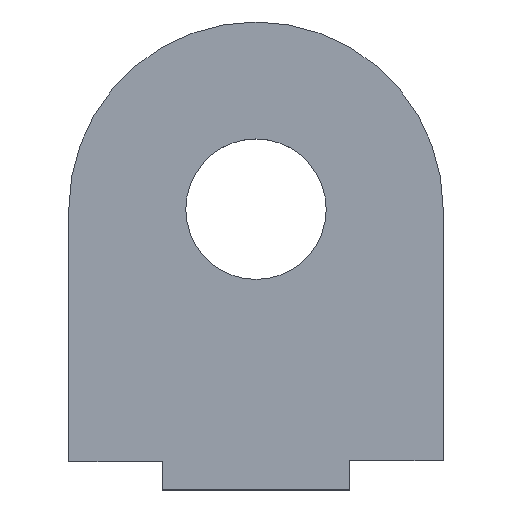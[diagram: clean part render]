
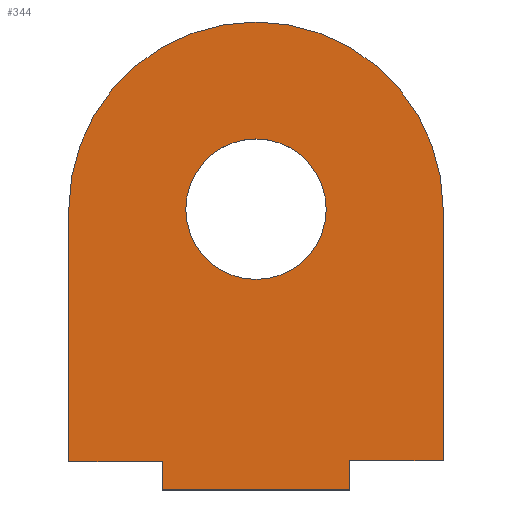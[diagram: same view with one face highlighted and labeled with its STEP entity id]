
A CAD part, top view. The second image highlights one B-rep face of the part: STEP entity #344.
In plain terms, the highlighted planar face has unit normal (0, 0, 1).
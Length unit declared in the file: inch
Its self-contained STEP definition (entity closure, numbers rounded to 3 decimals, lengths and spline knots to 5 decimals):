
#1 = ORIENTED_EDGE ( 'NONE', *, *, #98, .T. ) ;
#2 = CARTESIAN_POINT ( 'NONE',  ( 0.25, 0.75, 0.0625 ) ) ;
#5 = CARTESIAN_POINT ( 'NONE',  ( 0.0625, 0.75, 0.0625 ) ) ;
#9 = VERTEX_POINT ( 'NONE', #435 ) ;
#12 = CARTESIAN_POINT ( 'NONE',  ( 0., 0.075, 0.0625 ) ) ;
#13 = CARTESIAN_POINT ( 'NONE',  ( -0.25, 0.075, 0.0625 ) ) ;
#15 = DIRECTION ( 'NONE',  ( 1., 0., 0. ) ) ;
#16 = ORIENTED_EDGE ( 'NONE', *, *, #57, .T. ) ;
#17 = CARTESIAN_POINT ( 'NONE',  ( 0., 0., 0.0625 ) ) ;
#28 = EDGE_CURVE ( 'NONE', #359, #381, #46, .T. ) ;
#37 = EDGE_CURVE ( 'NONE', #329, #180, #83, .T. ) ;
#38 = EDGE_CURVE ( 'NONE', #381, #354, #233, .T. ) ;
#40 = ORIENTED_EDGE ( 'NONE', *, *, #271, .F. ) ;
#44 = AXIS2_PLACEMENT_3D ( 'NONE', #2, #215, #362 ) ;
#46 = LINE ( 'NONE', #12, #228 ) ;
#57 = EDGE_CURVE ( 'NONE', #70, #9, #76, .T. ) ;
#59 = CARTESIAN_POINT ( 'NONE',  ( 0., 0., 0.0625 ) ) ;
#68 = ORIENTED_EDGE ( 'NONE', *, *, #38, .F. ) ;
#70 = VERTEX_POINT ( 'NONE', #160 ) ;
#76 = LINE ( 'NONE', #261, #433 ) ;
#77 = VECTOR ( 'NONE', #121, 39.37008 ) ;
#78 = AXIS2_PLACEMENT_3D ( 'NONE', #227, #334, #15 ) ;
#83 = LINE ( 'NONE', #426, #424 ) ;
#84 = LINE ( 'NONE', #17, #350 ) ;
#90 = FACE_BOUND ( 'NONE', #356, .T. ) ;
#98 = EDGE_CURVE ( 'NONE', #9, #329, #429, .T. ) ;
#107 = AXIS2_PLACEMENT_3D ( 'NONE', #298, #397, #294 ) ;
#114 = DIRECTION ( 'NONE',  ( 0., 1., 0. ) ) ;
#118 = EDGE_CURVE ( 'NONE', #216, #254, #272, .T. ) ;
#121 = DIRECTION ( 'NONE',  ( 1., 0., 0. ) ) ;
#126 = DIRECTION ( 'NONE',  ( -1., 0., 0. ) ) ;
#131 = AXIS2_PLACEMENT_3D ( 'NONE', #306, #341, #170 ) ;
#154 = ORIENTED_EDGE ( 'NONE', *, *, #445, .T. ) ;
#160 = CARTESIAN_POINT ( 'NONE',  ( 0.5, 0., 0.0625 ) ) ;
#161 = FACE_OUTER_BOUND ( 'NONE', #361, .T. ) ;
#170 = DIRECTION ( 'NONE',  ( 1., 0., 0. ) ) ;
#178 = ORIENTED_EDGE ( 'NONE', *, *, #311, .T. ) ;
#180 = VERTEX_POINT ( 'NONE', #440 ) ;
#183 = CARTESIAN_POINT ( 'NONE',  ( 0., 0., 0.0625 ) ) ;
#184 = VECTOR ( 'NONE', #375, 39.37008 ) ;
#193 = DIRECTION ( 'NONE',  ( 0., 1., 0. ) ) ;
#198 = LINE ( 'NONE', #59, #309 ) ;
#215 = DIRECTION ( 'NONE',  ( 0., 0., 1. ) ) ;
#216 = VERTEX_POINT ( 'NONE', #217 ) ;
#217 = CARTESIAN_POINT ( 'NONE',  ( 0.4375, 0.75, 0.0625 ) ) ;
#227 = CARTESIAN_POINT ( 'NONE',  ( 0.25, 0.75, 0.0625 ) ) ;
#228 = VECTOR ( 'NONE', #126, 39.37008 ) ;
#233 = LINE ( 'NONE', #431, #184 ) ;
#234 = CARTESIAN_POINT ( 'NONE',  ( 0., 0.075, 0.0625 ) ) ;
#254 = VERTEX_POINT ( 'NONE', #5 ) ;
#261 = CARTESIAN_POINT ( 'NONE',  ( 0.5, 0., 0.0625 ) ) ;
#263 = CARTESIAN_POINT ( 'NONE',  ( 0., 0.07777, 0.0625 ) ) ;
#271 = EDGE_CURVE ( 'NONE', #254, #216, #410, .T. ) ;
#272 = CIRCLE ( 'NONE', #131, 0.1875 ) ;
#280 = VERTEX_POINT ( 'NONE', #183 ) ;
#294 = DIRECTION ( 'NONE',  ( 1., 0., 0. ) ) ;
#296 = DIRECTION ( 'NONE',  ( 0., 1., 0. ) ) ;
#298 = CARTESIAN_POINT ( 'NONE',  ( 0., 0., 0.0625 ) ) ;
#304 = PLANE ( 'NONE',  #107 ) ;
#306 = CARTESIAN_POINT ( 'NONE',  ( 0.25, 0.75, 0.0625 ) ) ;
#309 = VECTOR ( 'NONE', #368, 39.37008 ) ;
#311 = EDGE_CURVE ( 'NONE', #280, #70, #198, .T. ) ;
#324 = ORIENTED_EDGE ( 'NONE', *, *, #28, .F. ) ;
#329 = VERTEX_POINT ( 'NONE', #338 ) ;
#334 = DIRECTION ( 'NONE',  ( 0., 0., 1. ) ) ;
#337 = ORIENTED_EDGE ( 'NONE', *, *, #364, .F. ) ;
#338 = CARTESIAN_POINT ( 'NONE',  ( 0.75, 0.07777, 0.0625 ) ) ;
#341 = DIRECTION ( 'NONE',  ( 0., 0., 1. ) ) ;
#344 = ADVANCED_FACE ( 'NONE', ( #161, #90 ), #304, .T. ) ;
#350 = VECTOR ( 'NONE', #296, 39.37008 ) ;
#354 = VERTEX_POINT ( 'NONE', #437 ) ;
#356 = EDGE_LOOP ( 'NONE', ( #40, #385 ) ) ;
#359 = VERTEX_POINT ( 'NONE', #234 ) ;
#361 = EDGE_LOOP ( 'NONE', ( #447, #154, #68, #324, #337, #178, #16, #1 ) ) ;
#362 = DIRECTION ( 'NONE',  ( 1., 0., 0. ) ) ;
#364 = EDGE_CURVE ( 'NONE', #280, #359, #84, .T. ) ;
#368 = DIRECTION ( 'NONE',  ( 1., 0., 0. ) ) ;
#375 = DIRECTION ( 'NONE',  ( 0., 1., 0. ) ) ;
#381 = VERTEX_POINT ( 'NONE', #13 ) ;
#385 = ORIENTED_EDGE ( 'NONE', *, *, #118, .F. ) ;
#397 = DIRECTION ( 'NONE',  ( 0., 0., 1. ) ) ;
#410 = CIRCLE ( 'NONE', #44, 0.1875 ) ;
#417 = CIRCLE ( 'NONE', #78, 0.5 ) ;
#424 = VECTOR ( 'NONE', #114, 39.37008 ) ;
#426 = CARTESIAN_POINT ( 'NONE',  ( 0.75, 0., 0.0625 ) ) ;
#429 = LINE ( 'NONE', #263, #77 ) ;
#431 = CARTESIAN_POINT ( 'NONE',  ( -0.25, 0., 0.0625 ) ) ;
#433 = VECTOR ( 'NONE', #193, 39.37008 ) ;
#435 = CARTESIAN_POINT ( 'NONE',  ( 0.5, 0.07777, 0.0625 ) ) ;
#437 = CARTESIAN_POINT ( 'NONE',  ( -0.25, 0.75, 0.0625 ) ) ;
#440 = CARTESIAN_POINT ( 'NONE',  ( 0.75, 0.75, 0.0625 ) ) ;
#445 = EDGE_CURVE ( 'NONE', #180, #354, #417, .T. ) ;
#447 = ORIENTED_EDGE ( 'NONE', *, *, #37, .T. ) ;
